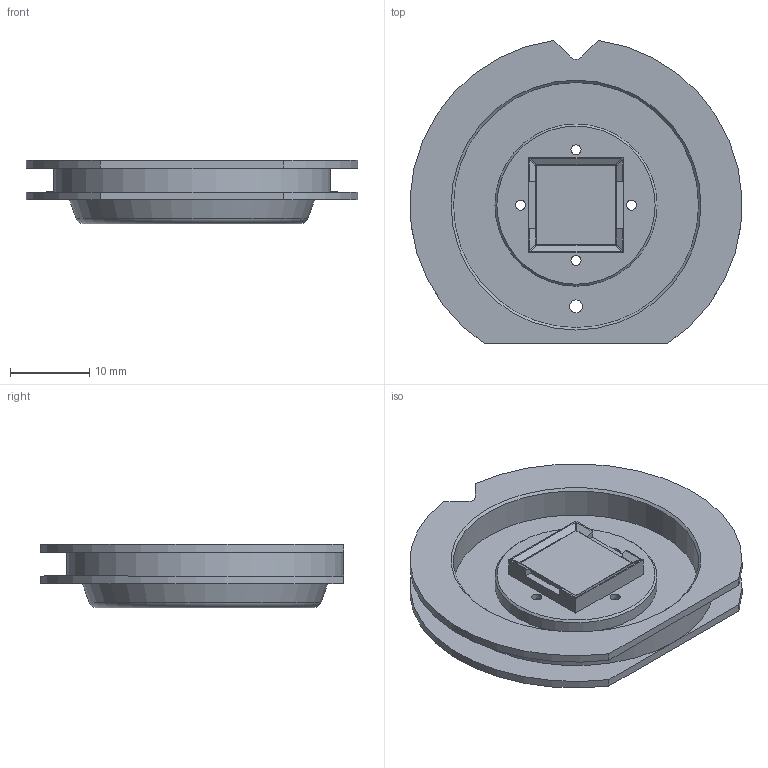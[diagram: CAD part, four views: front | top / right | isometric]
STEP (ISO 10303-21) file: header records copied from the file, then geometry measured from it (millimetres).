
FILE_DESCRIPTION(/* description */ (''),/* implementation_level */ '2;1');
FILE_NAME(/* name */ '27521cc1-1dca-4617-a9a9-290fcfff1932.stp',/* time_stamp */ '2024-03-08T04:43:22Z',/* author */ (''),/* organization */ (''),/* preprocessor_version */ 'ST-DEVELOPER v20',/* originating_system */ 'Autodesk Translation Framework v12.20.1.177',/* authorisation */ '');
FILE_SCHEMA (('AUTOMOTIVE_DESIGN { 1 0 10303 214 3 1 1 }'));
Length unit declared in the file: millimetre
Products named in the file (2): サンプルホルダー　均熱板あり; 均熱板 v1
Assembly tree (1 placements, depth 2):
  サンプルホルダー　均熱板あり
    均熱板 v1
Bounding box: 41.94 x 38.31 x 8 mm (x, y, z)
Volume: 4002.2 mm3; surface area: 5693.7 mm2
Topology: 2 solids, 2 shells, 80 faces, 204 edges, 134 vertices
Faces by surface type: plane 48, cylinder 28, cone 3, torus 1
Full cylindrical faces by diameter (mm): 1.271 x4, 1.623 x1, 1.8 x4, 18 x1, 19 x1, 20.5 x1, 31 x1, 35 x1
Entity records: 2535 total; most frequent: DIRECTION 437, CARTESIAN_POINT 421, ORIENTED_EDGE 408, EDGE_CURVE 204, AXIS2_PLACEMENT_3D 150, LINE 137, VECTOR 137, VERTEX_POINT 134
